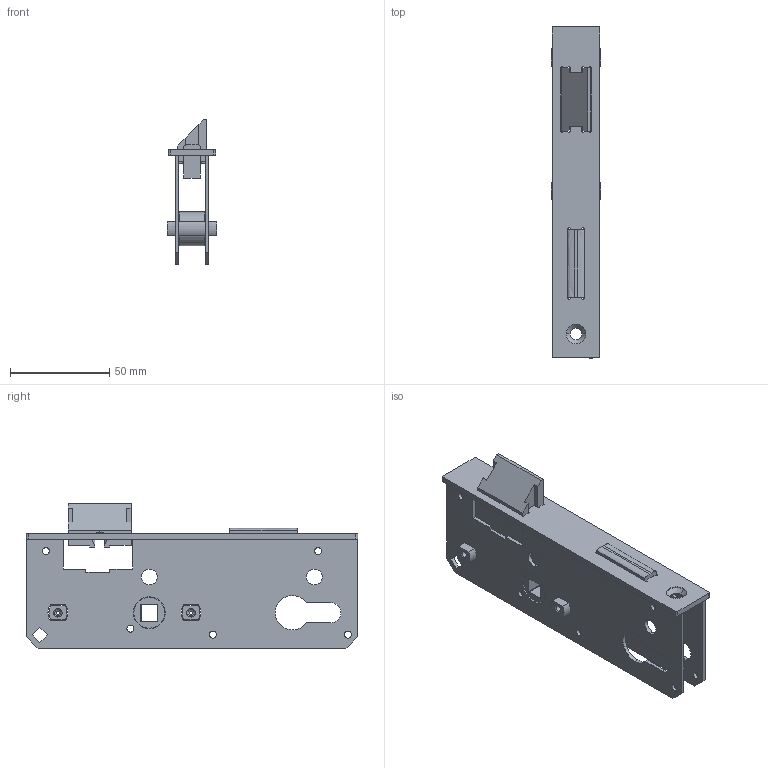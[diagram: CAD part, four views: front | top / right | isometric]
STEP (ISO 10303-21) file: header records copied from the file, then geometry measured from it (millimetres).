
FILE_DESCRIPTION (( 'STEP AP203' ), '1' );
FILE_NAME ('59100-S.step', '2022-02-23T10:47:38', ( '' ), ( '' ), 'SwSTEP 2.0', 'SolidWorks 2018', '' );
FILE_SCHEMA (( 'CONFIG_CONTROL_DESIGN' ));
Length unit declared in the file: millimetre
Products named in the file (9): 59100-S-40 Teil1; 59100-S-40 Teil2; 59100-S-40 Teil2_59XXX-240 Teil3; 59100-S-40 Teil3_59XXX-240 Teil4; 59100-S; 59100-S-40 Teil4; 59100-S-40 Teil1_59100-240 Teil2; 59100-S-40 Teil3; 59100-S-40 Teil4_59XXX-240 Teil5 Keyshot
Assembly tree (4 placements, depth 2):
  59100-S-40 Teil1
  59100-S-40 Teil2
  59100-S
    59100-S-40 Teil1_59100-240 Teil2
    59100-S-40 Teil2_59XXX-240 Teil3
    59100-S-40 Teil3_59XXX-240 Teil4
    59100-S-40 Teil4_59XXX-240 Teil5 Keyshot
  59100-S-40 Teil4
  59100-S-40 Teil3
Bounding box: 25 x 167 x 73 mm (x, y, z)
Volume: 51122.5 mm3; surface area: 50550.2 mm2
Topology: 8 solids, 8 shells, 280 faces, 738 edges, 476 vertices
Faces by surface type: plane 129, cylinder 112, cone 21, torus 16, bspline 2
Entity records: 9791 total; most frequent: CARTESIAN_POINT 1728, DIRECTION 1562, ORIENTED_EDGE 1476, EDGE_CURVE 738, AXIS2_PLACEMENT_3D 550, VERTEX_POINT 476, VECTOR 462, LINE 462
